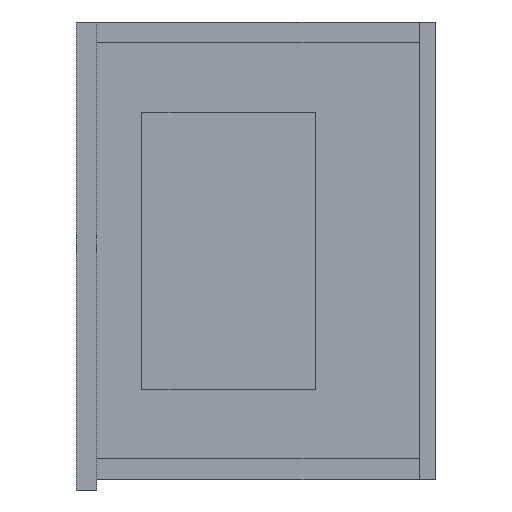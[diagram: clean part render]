
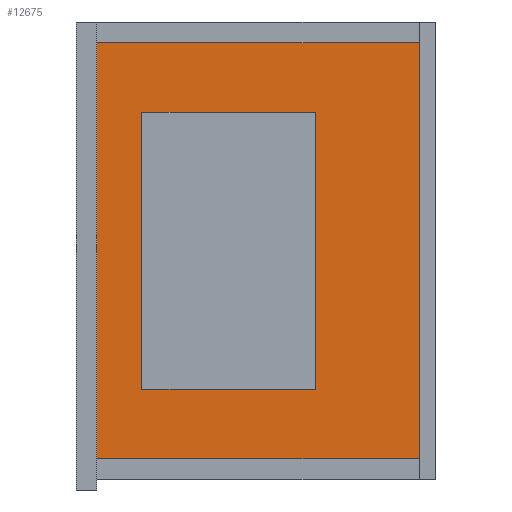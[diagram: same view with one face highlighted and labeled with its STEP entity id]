
A CAD part, left-side view. The second image highlights one B-rep face of the part: STEP entity #12675.
In plain terms, the highlighted planar face has unit normal (-1, 0, 0).
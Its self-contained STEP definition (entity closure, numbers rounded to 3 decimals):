
#249=FACE_BOUND('',#1928,.T.);
#563=PLANE('',#13389);
#1200=FACE_OUTER_BOUND('',#1927,.T.);
#1927=EDGE_LOOP('',(#10185,#10186,#10187,#10188));
#1928=EDGE_LOOP('',(#10189,#10190,#10191,#10192));
#2942=LINE('',#18541,#4571);
#2946=LINE('',#18548,#4575);
#2949=LINE('',#18554,#4578);
#2951=LINE('',#18557,#4580);
#3073=LINE('',#18809,#4702);
#3081=LINE('',#18824,#4710);
#3082=LINE('',#18826,#4711);
#3083=LINE('',#18827,#4712);
#4571=VECTOR('',#14781,10.);
#4575=VECTOR('',#14787,10.);
#4578=VECTOR('',#14792,10.);
#4580=VECTOR('',#14796,10.);
#4702=VECTOR('',#15012,12.);
#4710=VECTOR('',#15024,12.);
#4711=VECTOR('',#15027,12.);
#4712=VECTOR('',#15028,12.);
#6139=VERTEX_POINT('',#18538);
#6140=VERTEX_POINT('',#18540);
#6142=VERTEX_POINT('',#18546);
#6144=VERTEX_POINT('',#18552);
#6226=VERTEX_POINT('',#18806);
#6227=VERTEX_POINT('',#18808);
#6231=VERTEX_POINT('',#18820);
#6232=VERTEX_POINT('',#18822);
#7537=EDGE_CURVE('',#6140,#6139,#2942,.T.);
#7541=EDGE_CURVE('',#6139,#6142,#2946,.T.);
#7544=EDGE_CURVE('',#6142,#6144,#2949,.T.);
#7546=EDGE_CURVE('',#6144,#6140,#2951,.T.);
#7668=EDGE_CURVE('',#6226,#6227,#3073,.T.);
#7676=EDGE_CURVE('',#6231,#6232,#3081,.T.);
#7677=EDGE_CURVE('',#6226,#6231,#3082,.T.);
#7678=EDGE_CURVE('',#6227,#6232,#3083,.T.);
#10185=ORIENTED_EDGE('',*,*,#7677,.T.);
#10186=ORIENTED_EDGE('',*,*,#7676,.T.);
#10187=ORIENTED_EDGE('',*,*,#7678,.F.);
#10188=ORIENTED_EDGE('',*,*,#7668,.F.);
#10189=ORIENTED_EDGE('',*,*,#7537,.T.);
#10190=ORIENTED_EDGE('',*,*,#7541,.T.);
#10191=ORIENTED_EDGE('',*,*,#7544,.T.);
#10192=ORIENTED_EDGE('',*,*,#7546,.T.);
#12675=ADVANCED_FACE('',(#1200,#249),#563,.T.);
#13389=AXIS2_PLACEMENT_3D('',#18825,#15025,#15026);
#14781=DIRECTION('',(0.,1.,0.));
#14787=DIRECTION('',(0.,0.,1.));
#14792=DIRECTION('',(0.,-1.,0.));
#14796=DIRECTION('',(0.,0.,-1.));
#15012=DIRECTION('',(0.,1.,0.));
#15024=DIRECTION('',(0.,1.,0.));
#15025=DIRECTION('center_axis',(-1.,0.,0.));
#15026=DIRECTION('ref_axis',(0.,0.,1.));
#15027=DIRECTION('',(0.,0.,1.));
#15028=DIRECTION('',(0.,0.,1.));
#18538=CARTESIAN_POINT('',(-49.,80.,-50.));
#18540=CARTESIAN_POINT('',(-49.,30.,-50.));
#18541=CARTESIAN_POINT('',(-49.,40.,-50.));
#18546=CARTESIAN_POINT('',(-49.,80.,30.));
#18548=CARTESIAN_POINT('',(-49.,80.,-20.));
#18552=CARTESIAN_POINT('',(-49.,30.,30.));
#18554=CARTESIAN_POINT('',(-49.,15.,30.));
#18557=CARTESIAN_POINT('',(-49.,30.,-60.));
#18806=CARTESIAN_POINT('',(-49.,0.,-70.));
#18808=CARTESIAN_POINT('',(-49.,96.,-70.));
#18809=CARTESIAN_POINT('',(-49.,0.,-70.));
#18820=CARTESIAN_POINT('',(-49.,0.,50.));
#18822=CARTESIAN_POINT('',(-49.,96.,50.));
#18824=CARTESIAN_POINT('',(-49.,0.,50.));
#18825=CARTESIAN_POINT('Origin',(-49.,0.,-70.));
#18826=CARTESIAN_POINT('',(-49.,0.,-70.));
#18827=CARTESIAN_POINT('',(-49.,96.,-70.));
